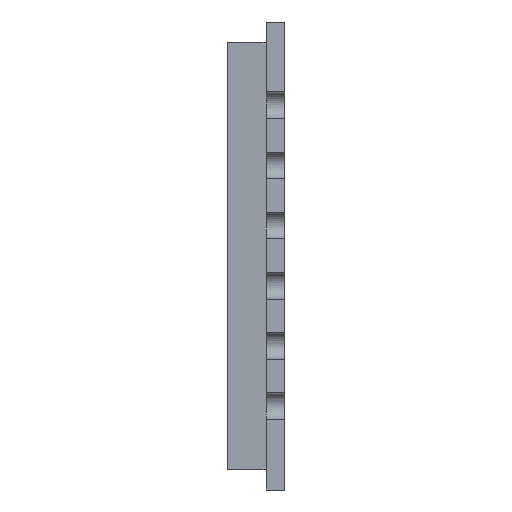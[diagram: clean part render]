
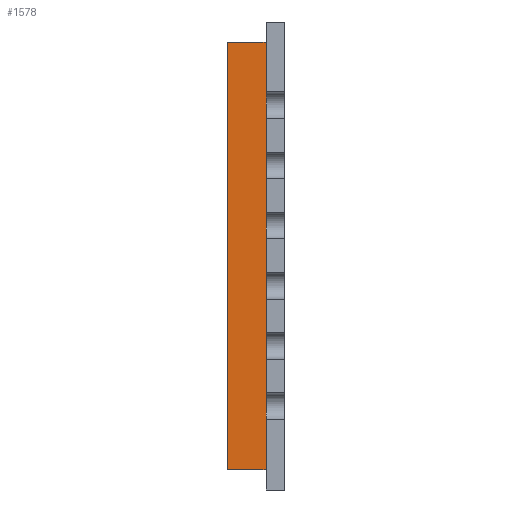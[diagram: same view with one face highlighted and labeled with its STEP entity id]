
A CAD part, left-side view. The second image highlights one B-rep face of the part: STEP entity #1578.
In plain terms, the highlighted planar face has unit normal (-1, 0, 0).
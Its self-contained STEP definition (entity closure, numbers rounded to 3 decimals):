
#196=FACE_OUTER_BOUND('',#277,.T.);
#277=EDGE_LOOP('',(#1438,#1439,#1440,#1441));
#435=LINE('',#2658,#598);
#436=LINE('',#2661,#599);
#439=LINE('',#2667,#602);
#440=LINE('',#2668,#603);
#598=VECTOR('',#2190,1000.);
#599=VECTOR('',#2193,1000.);
#602=VECTOR('',#2198,1000.);
#603=VECTOR('',#2199,1000.);
#754=VERTEX_POINT('',#2652);
#756=VERTEX_POINT('',#2656);
#757=VERTEX_POINT('',#2660);
#759=VERTEX_POINT('',#2666);
#983=EDGE_CURVE('',#754,#756,#435,.T.);
#984=EDGE_CURVE('',#757,#754,#436,.T.);
#987=EDGE_CURVE('',#759,#756,#439,.T.);
#988=EDGE_CURVE('',#757,#759,#440,.T.);
#1438=ORIENTED_EDGE('',*,*,#983,.T.);
#1439=ORIENTED_EDGE('',*,*,#987,.F.);
#1440=ORIENTED_EDGE('',*,*,#988,.F.);
#1441=ORIENTED_EDGE('',*,*,#984,.T.);
#1497=PLANE('',#1742);
#1578=ADVANCED_FACE('',(#196),#1497,.F.);
#1742=AXIS2_PLACEMENT_3D('',#2665,#2196,#2197);
#2190=DIRECTION('',(0.,0.,1.));
#2193=DIRECTION('',(0.,-1.,0.));
#2196=DIRECTION('center_axis',(1.,0.,0.));
#2197=DIRECTION('ref_axis',(0.,1.,0.));
#2198=DIRECTION('',(0.,-1.,0.));
#2199=DIRECTION('',(0.,0.,1.));
#2652=CARTESIAN_POINT('',(0.95,0.,-6.069));
#2656=CARTESIAN_POINT('',(0.95,0.,6.731));
#2658=CARTESIAN_POINT('',(0.95,0.,-6.069));
#2660=CARTESIAN_POINT('',(0.95,1.15,-6.069));
#2661=CARTESIAN_POINT('',(0.95,1.15,-6.069));
#2665=CARTESIAN_POINT('Origin',(0.95,1.15,-6.069));
#2666=CARTESIAN_POINT('',(0.95,1.15,6.731));
#2667=CARTESIAN_POINT('',(0.95,1.15,6.731));
#2668=CARTESIAN_POINT('',(0.95,1.15,-6.069));
